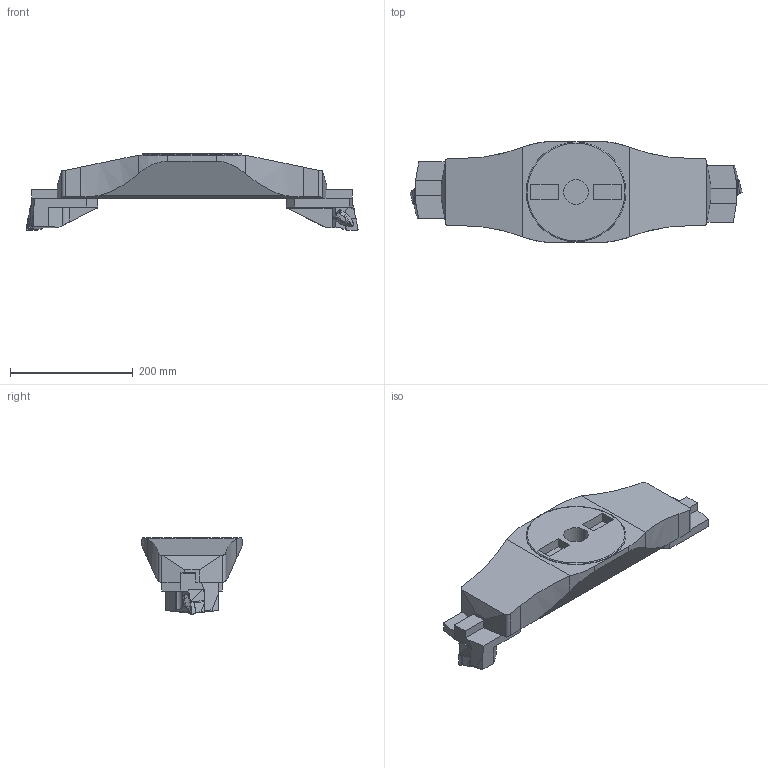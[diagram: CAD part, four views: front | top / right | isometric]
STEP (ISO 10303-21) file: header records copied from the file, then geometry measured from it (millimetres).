
FILE_DESCRIPTION(/* description */ (''),/* implementation_level */ '2;1');
FILE_NAME(/* name */ '1570446328490.stp',/* time_stamp */ '2019-10-07T13:05:37+02:00',/* author */ (''),/* organization */ ('SMS'),/* preprocessor_version */ 'ST-DEVELOPER v16.7',/* originating_system */ 'SIEMENS PLM Software NX 12.0',/* authorisation */ '');
FILE_SCHEMA (('AUTOMOTIVE_DESIGN { 1 0 10303 214 3 1 1 1 }'));
Length unit declared in the file: millimetre
Products named in the file (8): ASSEMBLY_CONSTRUCTION; IsoTurningInsert; 202208244mod000_00; 111169653mod000_01; 111165649mod000_02; 111169283mod000_01; 111164713mod000_01
Assembly tree (9 placements, depth 3):
  111164713mod000_01
    111165649mod000_02
    111169653mod000_01  x2
    111169283mod000_01  x2
      202208244mod000_00
      IsoTurningInsert
      ASSEMBLY_CONSTRUCTION
    ASSEMBLY_CONSTRUCTION
Bounding box: 539.99 x 164 x 124 mm (x, y, z)
Volume: 3842000.9 mm3; surface area: 271765.3 mm2
Topology: 7 solids, 7 shells, 251 faces, 681 edges, 470 vertices
Faces by surface type: plane 172, cylinder 56, bspline 20, torus 3
Full cylindrical faces by diameter (mm): 7.94 x4, 40 x1, 162 x1
Entity records: 5874 total; most frequent: CARTESIAN_POINT 1637, ORIENTED_EDGE 826, DIRECTION 806, EDGE_CURVE 413, LINE 284, VECTOR 284, VERTEX_POINT 273, AXIS2_PLACEMENT_3D 261
